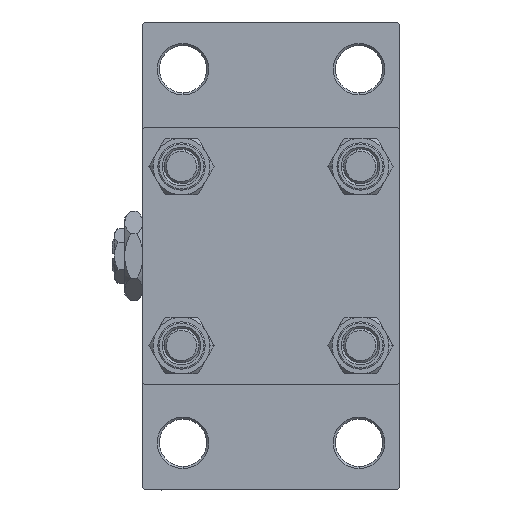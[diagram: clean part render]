
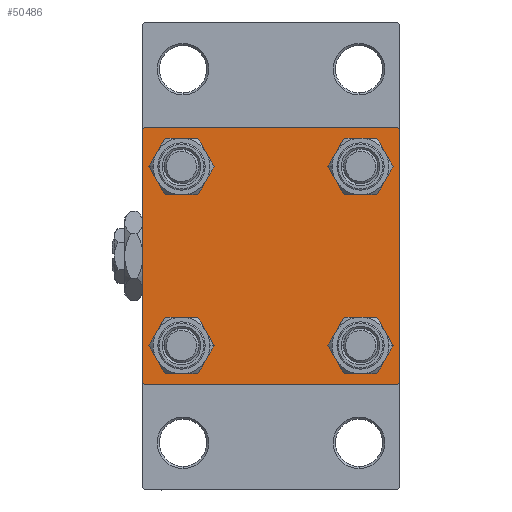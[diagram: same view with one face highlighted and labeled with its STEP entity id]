
A CAD part, left-side view. The second image highlights one B-rep face of the part: STEP entity #50486.
In plain terms, the highlighted planar face has unit normal (-1, 0, 0).
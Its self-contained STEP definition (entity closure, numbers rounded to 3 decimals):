
#181 = PLANE ( 'NONE',  #30683 ) ;
#268 = VERTEX_POINT ( 'NONE', #50789 ) ;
#372 = VECTOR ( 'NONE', #23770, 1000. ) ;
#421 = DIRECTION ( 'NONE',  ( 0., 0., 1. ) ) ;
#508 = EDGE_CURVE ( 'NONE', #9423, #25396, #1478, .T. ) ;
#572 = CARTESIAN_POINT ( 'NONE',  ( 0., 20.85, -20.85 ) ) ;
#737 = EDGE_CURVE ( 'NONE', #27187, #42572, #30801, .T. ) ;
#1233 = EDGE_CURVE ( 'NONE', #28099, #37715, #15772, .T. ) ;
#1372 = AXIS2_PLACEMENT_3D ( 'NONE', #40673, #12474, #47823 ) ;
#1454 = AXIS2_PLACEMENT_3D ( 'NONE', #48201, #28157, #40286 ) ;
#1478 = LINE ( 'NONE', #49947, #33319 ) ;
#2740 = CARTESIAN_POINT ( 'NONE',  ( 0., -30., 29.5 ) ) ;
#3273 = CARTESIAN_POINT ( 'NONE',  ( 0., -20.85, -25.35 ) ) ;
#4377 = CARTESIAN_POINT ( 'NONE',  ( 0., -20.85, 20.85 ) ) ;
#4588 = CARTESIAN_POINT ( 'NONE',  ( 0., -29.5, 30. ) ) ;
#5102 = LINE ( 'NONE', #49094, #12753 ) ;
#7206 = LINE ( 'NONE', #48049, #36905 ) ;
#7692 = CARTESIAN_POINT ( 'NONE',  ( 0., -29.75, 29.75 ) ) ;
#7837 = ORIENTED_EDGE ( 'NONE', *, *, #45204, .T. ) ;
#8668 = VECTOR ( 'NONE', #28232, 1000. ) ;
#8969 = CARTESIAN_POINT ( 'NONE',  ( 0., 30., -29.5 ) ) ;
#9023 = EDGE_LOOP ( 'NONE', ( #7837, #33705 ) ) ;
#9209 = VERTEX_POINT ( 'NONE', #4588 ) ;
#9423 = VERTEX_POINT ( 'NONE', #24551 ) ;
#10043 = VERTEX_POINT ( 'NONE', #23326 ) ;
#10373 = DIRECTION ( 'NONE',  ( 0., 0., 1. ) ) ;
#10891 = VECTOR ( 'NONE', #34469, 1000. ) ;
#11112 = VERTEX_POINT ( 'NONE', #22880 ) ;
#11293 = CARTESIAN_POINT ( 'NONE',  ( 0., -30., -29.5 ) ) ;
#11411 = DIRECTION ( 'NONE',  ( 0., -1., 0. ) ) ;
#11802 = ORIENTED_EDGE ( 'NONE', *, *, #42373, .T. ) ;
#11975 = ORIENTED_EDGE ( 'NONE', *, *, #41142, .F. ) ;
#12474 = DIRECTION ( 'NONE',  ( 1., 0., 0. ) ) ;
#12753 = VECTOR ( 'NONE', #33783, 1000. ) ;
#12794 = DIRECTION ( 'NONE',  ( 1., 0., 0. ) ) ;
#13214 = CIRCLE ( 'NONE', #1454, 4.5 ) ;
#13814 = EDGE_CURVE ( 'NONE', #10043, #26142, #15210, .T. ) ;
#14205 = LINE ( 'NONE', #30527, #10891 ) ;
#14441 = DIRECTION ( 'NONE',  ( 1., 0., 0. ) ) ;
#14677 = CARTESIAN_POINT ( 'NONE',  ( 0., 30., 30. ) ) ;
#15210 = LINE ( 'NONE', #14677, #48905 ) ;
#15460 = DIRECTION ( 'NONE',  ( 0., 0., -1. ) ) ;
#15633 = AXIS2_PLACEMENT_3D ( 'NONE', #24980, #33137, #24721 ) ;
#15638 = CARTESIAN_POINT ( 'NONE',  ( 0., 20.85, 25.35 ) ) ;
#15772 = CIRCLE ( 'NONE', #45239, 4.5 ) ;
#16278 = VECTOR ( 'NONE', #21236, 1000. ) ;
#16507 = FACE_OUTER_BOUND ( 'NONE', #21451, .T. ) ;
#17099 = EDGE_CURVE ( 'NONE', #42572, #27187, #18834, .T. ) ;
#17385 = ORIENTED_EDGE ( 'NONE', *, *, #17099, .T. ) ;
#17556 = DIRECTION ( 'NONE',  ( 0., -0.707, 0.707 ) ) ;
#17677 = ORIENTED_EDGE ( 'NONE', *, *, #19765, .T. ) ;
#18114 = ORIENTED_EDGE ( 'NONE', *, *, #36775, .F. ) ;
#18465 = EDGE_CURVE ( 'NONE', #40091, #9209, #43804, .T. ) ;
#18834 = CIRCLE ( 'NONE', #22190, 4.5 ) ;
#18846 = AXIS2_PLACEMENT_3D ( 'NONE', #29880, #42276, #10373 ) ;
#19456 = ORIENTED_EDGE ( 'NONE', *, *, #13814, .T. ) ;
#19668 = EDGE_LOOP ( 'NONE', ( #35595, #22851 ) ) ;
#19765 = EDGE_CURVE ( 'NONE', #26142, #43028, #40360, .T. ) ;
#20222 = ORIENTED_EDGE ( 'NONE', *, *, #508, .T. ) ;
#20581 = DIRECTION ( 'NONE',  ( 1., 0., 0. ) ) ;
#21014 = ORIENTED_EDGE ( 'NONE', *, *, #25550, .T. ) ;
#21236 = DIRECTION ( 'NONE',  ( 0., 0.707, -0.707 ) ) ;
#21451 = EDGE_LOOP ( 'NONE', ( #19456, #17677, #37034, #20222, #18114, #23055, #11975, #11802 ) ) ;
#21553 = CIRCLE ( 'NONE', #15633, 4.5 ) ;
#22190 = AXIS2_PLACEMENT_3D ( 'NONE', #4377, #36490, #421 ) ;
#22851 = ORIENTED_EDGE ( 'NONE', *, *, #31426, .T. ) ;
#22880 = CARTESIAN_POINT ( 'NONE',  ( 0., 20.85, -16.35 ) ) ;
#23022 = CIRCLE ( 'NONE', #45752, 4.5 ) ;
#23055 = ORIENTED_EDGE ( 'NONE', *, *, #18465, .T. ) ;
#23326 = CARTESIAN_POINT ( 'NONE',  ( 0., 30., 29.5 ) ) ;
#23646 = CARTESIAN_POINT ( 'NONE',  ( 0., 0., 0. ) ) ;
#23770 = DIRECTION ( 'NONE',  ( 0., 0.707, 0.707 ) ) ;
#23904 = FACE_BOUND ( 'NONE', #19668, .T. ) ;
#24551 = CARTESIAN_POINT ( 'NONE',  ( 0., -29.5, -30. ) ) ;
#24721 = DIRECTION ( 'NONE',  ( 0., 0., 1. ) ) ;
#24980 = CARTESIAN_POINT ( 'NONE',  ( 0., 20.85, -20.85 ) ) ;
#25396 = VERTEX_POINT ( 'NONE', #11293 ) ;
#25550 = EDGE_CURVE ( 'NONE', #11112, #268, #21553, .T. ) ;
#25714 = CARTESIAN_POINT ( 'NONE',  ( 0., 20.85, 20.85 ) ) ;
#26142 = VERTEX_POINT ( 'NONE', #8969 ) ;
#27187 = VERTEX_POINT ( 'NONE', #30152 ) ;
#27371 = AXIS2_PLACEMENT_3D ( 'NONE', #572, #20581, #29006 ) ;
#27510 = CARTESIAN_POINT ( 'NONE',  ( 0., -20.85, 25.35 ) ) ;
#28099 = VERTEX_POINT ( 'NONE', #3273 ) ;
#28157 = DIRECTION ( 'NONE',  ( 1., 0., 0. ) ) ;
#28232 = DIRECTION ( 'NONE',  ( 0., -0.707, -0.707 ) ) ;
#28918 = ORIENTED_EDGE ( 'NONE', *, *, #737, .T. ) ;
#29006 = DIRECTION ( 'NONE',  ( 0., 0., 1. ) ) ;
#29655 = CARTESIAN_POINT ( 'NONE',  ( 0., 29.75, 29.75 ) ) ;
#29880 = CARTESIAN_POINT ( 'NONE',  ( 0., -20.85, -20.85 ) ) ;
#30152 = CARTESIAN_POINT ( 'NONE',  ( 0., -20.85, 16.35 ) ) ;
#30527 = CARTESIAN_POINT ( 'NONE',  ( 0., -30., 30. ) ) ;
#30683 = AXIS2_PLACEMENT_3D ( 'NONE', #23646, #39705, #32564 ) ;
#30801 = CIRCLE ( 'NONE', #1372, 4.5 ) ;
#31426 = EDGE_CURVE ( 'NONE', #32590, #40159, #13214, .T. ) ;
#31473 = EDGE_LOOP ( 'NONE', ( #17385, #28918 ) ) ;
#31807 = FACE_BOUND ( 'NONE', #41624, .T. ) ;
#32564 = DIRECTION ( 'NONE',  ( 0., 0., 1. ) ) ;
#32590 = VERTEX_POINT ( 'NONE', #43951 ) ;
#32816 = LINE ( 'NONE', #29655, #16278 ) ;
#33137 = DIRECTION ( 'NONE',  ( 1., 0., 0. ) ) ;
#33319 = VECTOR ( 'NONE', #17556, 1000. ) ;
#33705 = ORIENTED_EDGE ( 'NONE', *, *, #1233, .T. ) ;
#33783 = DIRECTION ( 'NONE',  ( 0., -1., 0. ) ) ;
#34469 = DIRECTION ( 'NONE',  ( 0., 0., -1. ) ) ;
#35595 = ORIENTED_EDGE ( 'NONE', *, *, #42354, .T. ) ;
#35921 = EDGE_CURVE ( 'NONE', #43028, #9423, #7206, .T. ) ;
#36259 = FACE_BOUND ( 'NONE', #31473, .T. ) ;
#36490 = DIRECTION ( 'NONE',  ( 1., 0., 0. ) ) ;
#36494 = ORIENTED_EDGE ( 'NONE', *, *, #51128, .T. ) ;
#36775 = EDGE_CURVE ( 'NONE', #40091, #25396, #14205, .T. ) ;
#36803 = CARTESIAN_POINT ( 'NONE',  ( 0., 29.5, 30. ) ) ;
#36905 = VECTOR ( 'NONE', #11411, 1000. ) ;
#37034 = ORIENTED_EDGE ( 'NONE', *, *, #35921, .T. ) ;
#37715 = VERTEX_POINT ( 'NONE', #48711 ) ;
#39705 = DIRECTION ( 'NONE',  ( -1., 0., 0. ) ) ;
#40091 = VERTEX_POINT ( 'NONE', #2740 ) ;
#40159 = VERTEX_POINT ( 'NONE', #15638 ) ;
#40286 = DIRECTION ( 'NONE',  ( 0., 0., 1. ) ) ;
#40360 = LINE ( 'NONE', #51973, #8668 ) ;
#40673 = CARTESIAN_POINT ( 'NONE',  ( 0., -20.85, 20.85 ) ) ;
#41142 = EDGE_CURVE ( 'NONE', #48891, #9209, #5102, .T. ) ;
#41624 = EDGE_LOOP ( 'NONE', ( #21014, #36494 ) ) ;
#42276 = DIRECTION ( 'NONE',  ( 1., 0., 0. ) ) ;
#42354 = EDGE_CURVE ( 'NONE', #40159, #32590, #23022, .T. ) ;
#42373 = EDGE_CURVE ( 'NONE', #48891, #10043, #32816, .T. ) ;
#42572 = VERTEX_POINT ( 'NONE', #27510 ) ;
#42901 = CARTESIAN_POINT ( 'NONE',  ( 0., 29.5, -30. ) ) ;
#43028 = VERTEX_POINT ( 'NONE', #42901 ) ;
#43685 = FACE_BOUND ( 'NONE', #9023, .T. ) ;
#43804 = LINE ( 'NONE', #7692, #372 ) ;
#43951 = CARTESIAN_POINT ( 'NONE',  ( 0., 20.85, 16.35 ) ) ;
#45204 = EDGE_CURVE ( 'NONE', #37715, #28099, #49173, .T. ) ;
#45239 = AXIS2_PLACEMENT_3D ( 'NONE', #50542, #14441, #46592 ) ;
#45752 = AXIS2_PLACEMENT_3D ( 'NONE', #25714, #12794, #48912 ) ;
#46592 = DIRECTION ( 'NONE',  ( 0., 0., 1. ) ) ;
#47823 = DIRECTION ( 'NONE',  ( 0., 0., 1. ) ) ;
#48049 = CARTESIAN_POINT ( 'NONE',  ( 0., 30., -30. ) ) ;
#48201 = CARTESIAN_POINT ( 'NONE',  ( 0., 20.85, 20.85 ) ) ;
#48711 = CARTESIAN_POINT ( 'NONE',  ( 0., -20.85, -16.35 ) ) ;
#48891 = VERTEX_POINT ( 'NONE', #36803 ) ;
#48905 = VECTOR ( 'NONE', #15460, 1000. ) ;
#48912 = DIRECTION ( 'NONE',  ( 0., 0., 1. ) ) ;
#49094 = CARTESIAN_POINT ( 'NONE',  ( 0., 30., 30. ) ) ;
#49173 = CIRCLE ( 'NONE', #18846, 4.5 ) ;
#49947 = CARTESIAN_POINT ( 'NONE',  ( 0., -29.75, -29.75 ) ) ;
#50102 = CIRCLE ( 'NONE', #27371, 4.5 ) ;
#50486 = ADVANCED_FACE ( 'NONE', ( #36259, #43685, #31807, #23904, #16507 ), #181, .T. ) ;
#50542 = CARTESIAN_POINT ( 'NONE',  ( 0., -20.85, -20.85 ) ) ;
#50789 = CARTESIAN_POINT ( 'NONE',  ( 0., 20.85, -25.35 ) ) ;
#51128 = EDGE_CURVE ( 'NONE', #268, #11112, #50102, .T. ) ;
#51973 = CARTESIAN_POINT ( 'NONE',  ( 0., 29.75, -29.75 ) ) ;
